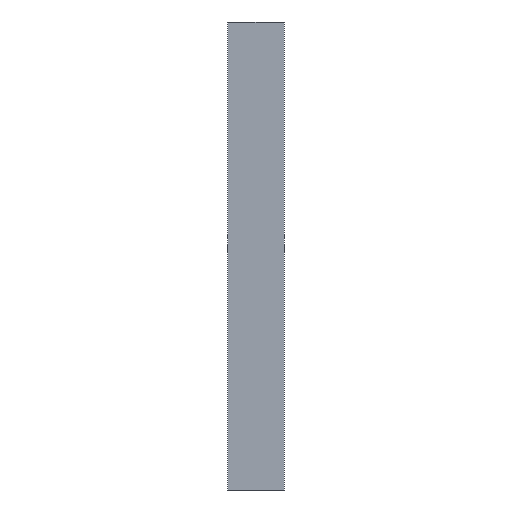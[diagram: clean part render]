
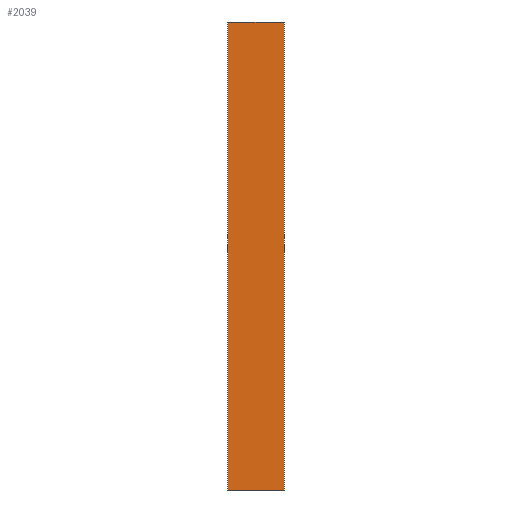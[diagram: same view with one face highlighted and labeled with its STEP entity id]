
A CAD part, front view. The second image highlights one B-rep face of the part: STEP entity #2039.
In plain terms, the highlighted planar face has unit normal (0, -1, 0).
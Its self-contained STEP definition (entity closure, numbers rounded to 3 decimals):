
#1479=DIRECTION('',(1.,0.,0.));
#1480=VECTOR('',#1479,240.);
#1481=CARTESIAN_POINT('',(-120.,0.,0.));
#1482=LINE('',#1481,#1480);
#1551=DIRECTION('',(0.,0.,-1.));
#1552=VECTOR('',#1551,2000.);
#1553=CARTESIAN_POINT('',(-120.,0.,0.));
#1554=LINE('',#1553,#1552);
#1555=DIRECTION('',(0.,0.,-1.));
#1556=VECTOR('',#1555,2000.);
#1557=CARTESIAN_POINT('',(120.,0.,0.));
#1558=LINE('',#1557,#1556);
#1647=DIRECTION('',(1.,0.,0.));
#1648=VECTOR('',#1647,240.);
#1649=CARTESIAN_POINT('',(-120.,0.,-2000.));
#1650=LINE('',#1649,#1648);
#1747=CARTESIAN_POINT('',(-120.,0.,0.));
#1748=CARTESIAN_POINT('',(120.,0.,0.));
#1749=VERTEX_POINT('',#1747);
#1750=VERTEX_POINT('',#1748);
#1771=CARTESIAN_POINT('',(-120.,0.,-2000.));
#1772=CARTESIAN_POINT('',(120.,0.,-2000.));
#1773=VERTEX_POINT('',#1771);
#1774=VERTEX_POINT('',#1772);
#2026=CARTESIAN_POINT('',(-120.,0.,0.));
#2027=DIRECTION('',(0.,-1.,0.));
#2028=DIRECTION('',(1.,0.,0.));
#2029=AXIS2_PLACEMENT_3D('',#2026,#2027,#2028);
#2030=PLANE('',#2029);
#2031=ORIENTED_EDGE('',*,*,#1878,.T.);
#2033=ORIENTED_EDGE('',*,*,#2032,.T.);
#2035=ORIENTED_EDGE('',*,*,#2034,.F.);
#2036=ORIENTED_EDGE('',*,*,#2018,.F.);
#2037=EDGE_LOOP('',(#2031,#2033,#2035,#2036));
#2038=FACE_OUTER_BOUND('',#2037,.F.);
#1878=EDGE_CURVE('',#1749,#1750,#1482,.T.);
#2018=EDGE_CURVE('',#1749,#1773,#1554,.T.);
#2032=EDGE_CURVE('',#1750,#1774,#1558,.T.);
#2034=EDGE_CURVE('',#1773,#1774,#1650,.T.);
#2039=ADVANCED_FACE('',(#2038),#2030,.T.);
